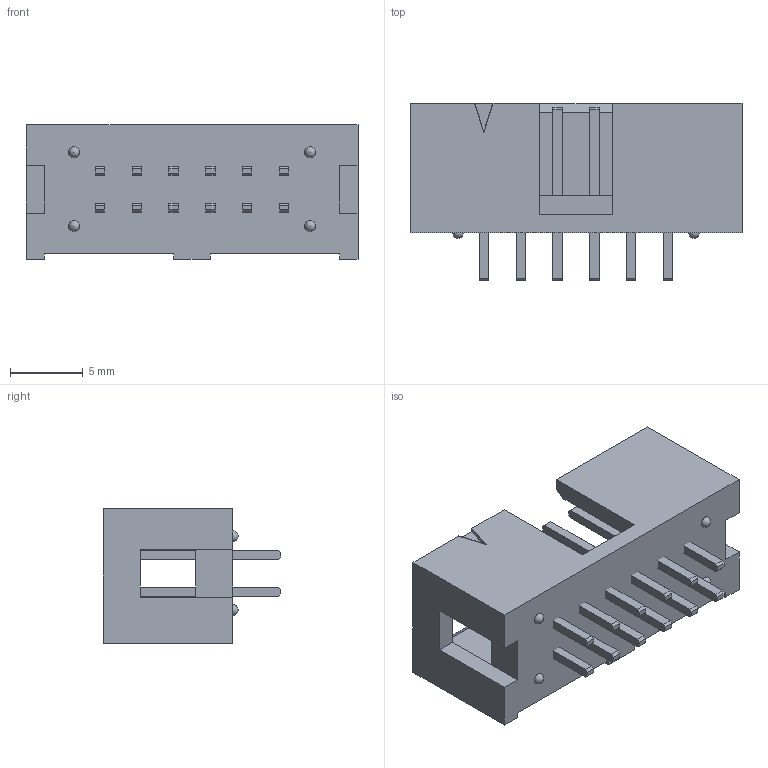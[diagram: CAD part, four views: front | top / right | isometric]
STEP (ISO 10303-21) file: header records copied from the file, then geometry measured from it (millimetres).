
FILE_DESCRIPTION( ( 'STEP AP214' ), '1' );
FILE_NAME( 'HTST-106-01-L-D.stp', '2020-07-22T19:10:25', ( 'License CC BY-ND 4.0' ), ( 'CADENAS' ), ' ', 'PARTsolutions', ' ' );
FILE_SCHEMA( ( 'AUTOMOTIVE_DESIGN { 1 0 10303 214 1 1 1 1 }' ) );
Length unit declared in the file: inch
Products named in the file (4): HTST-106-01-L-D; _HTST-106-01-D_header; _HTST-First_Position_Indicator; _T-1S6-06-01-D_
Assembly tree (3 placements, depth 2):
  HTST-106-01-L-D
    _HTST-106-01-D_header
    _HTST-First_Position_Indicator
    _T-1S6-06-01-D_
Bounding box: 22.86 x 12.19 x 9.27 mm (x, y, z)
Volume: 976.5 mm3; surface area: 1709.6 mm2
Topology: 3 solids, 3 shells, 194 faces, 570 edges, 378 vertices
Faces by surface type: plane 190, sphere 4
Entity records: 7864 total; most frequent: CARTESIAN_POINT 1130, ORIENTED_EDGE 1116, DIRECTION 958, EDGE_CURVE 558, LINE 554, VECTOR 554, VERTEX_POINT 374, AXIS2_PLACEMENT_3D 202
